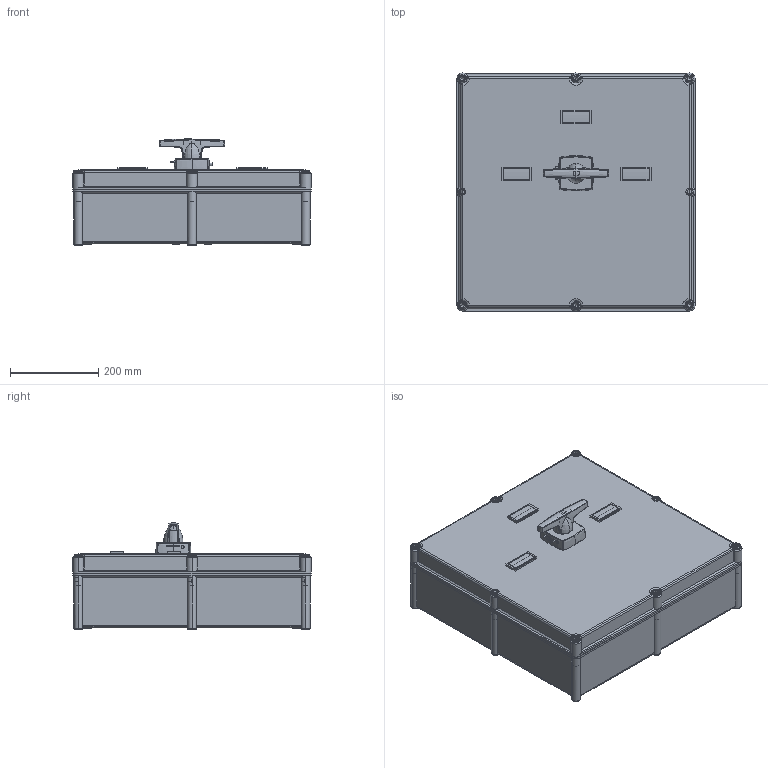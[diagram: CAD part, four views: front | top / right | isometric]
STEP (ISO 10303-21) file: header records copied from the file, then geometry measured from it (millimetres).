
FILE_DESCRIPTION (( 'STEP AP214' ), '1' );
FILE_NAME ('SSK32-250-3.STEP', '2017-07-19T14:38:34', ( '' ), ( '' ), 'SwSTEP 2.0', 'SolidWorks 2017', '' );
FILE_SCHEMA (( 'AUTOMOTIVE_DESIGN' ));
Length unit declared in the file: millimetre
Products named in the file (2): SSK32-250-3; SSK32-250-3-1
Assembly tree (1 placements, depth 2):
  SSK32-250-3
    SSK32-250-3-1
Bounding box: 540 x 540 x 241.36 mm (x, y, z)
Volume: 6703931.4 mm3; surface area: 3346300.4 mm2
Topology: 36 solids, 37 shells, 3416 faces, 9089 edges, 5782 vertices
Faces by surface type: plane 1893, cylinder 1102, torus 154, cone 139, bspline 82, sphere 46
Entity records: 112857 total; most frequent: CARTESIAN_POINT 25089, ORIENTED_EDGE 18058, DIRECTION 18009, EDGE_CURVE 9029, AXIS2_PLACEMENT_3D 6124, VERTEX_POINT 5782, LINE 5761, VECTOR 5761
